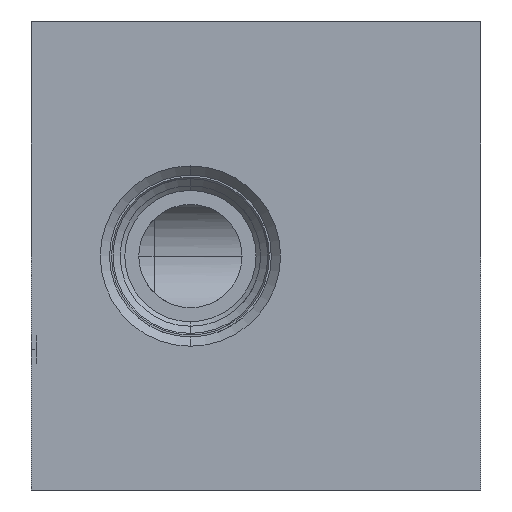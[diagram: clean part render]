
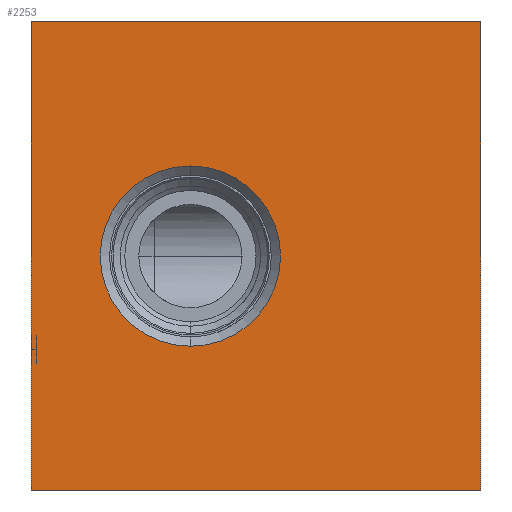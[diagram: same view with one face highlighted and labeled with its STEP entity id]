
A CAD part, left-side view. The second image highlights one B-rep face of the part: STEP entity #2253.
In plain terms, the highlighted planar face has unit normal (-1, 0, 0).
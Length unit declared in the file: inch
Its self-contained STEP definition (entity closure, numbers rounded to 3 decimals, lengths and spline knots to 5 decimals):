
#1=DIRECTION('',(0.,-1.,0.));
#2=VECTOR('',#1,3.);
#3=CARTESIAN_POINT('',(0.,0.,0.));
#4=LINE('',#3,#2);
#37=DIRECTION('',(0.,0.,1.));
#38=VECTOR('',#37,3.125);
#39=CARTESIAN_POINT('',(0.,0.,0.));
#40=LINE('',#39,#38);
#41=CARTESIAN_POINT('',(0.,-1.062,1.562));
#42=DIRECTION('',(1.,0.,0.));
#43=DIRECTION('',(0.,0.,-1.));
#44=AXIS2_PLACEMENT_3D('',#41,#42,#43);
#46=CARTESIAN_POINT('',(0.,-1.062,1.562));
#47=DIRECTION('',(1.,0.,0.));
#48=DIRECTION('',(0.,0.,1.));
#49=AXIS2_PLACEMENT_3D('',#46,#47,#48);
#89=DIRECTION('',(0.,0.,1.));
#90=VECTOR('',#89,3.125);
#91=CARTESIAN_POINT('',(0.,-3.,0.));
#92=LINE('',#91,#90);
#113=DIRECTION('',(0.,-1.,0.));
#114=VECTOR('',#113,3.);
#115=CARTESIAN_POINT('',(0.,0.,3.125));
#116=LINE('',#115,#114);
#1903=CARTESIAN_POINT('',(0.,0.,0.));
#1904=CARTESIAN_POINT('',(0.,-3.,0.));
#1905=VERTEX_POINT('',#1903);
#1906=VERTEX_POINT('',#1904);
#1911=CARTESIAN_POINT('',(0.,0.,3.125));
#1912=CARTESIAN_POINT('',(0.,-3.,3.125));
#1913=VERTEX_POINT('',#1911);
#1914=VERTEX_POINT('',#1912);
#2183=CARTESIAN_POINT('',(0.,-1.062,2.164));
#2184=VERTEX_POINT('',#2183);
#2185=CARTESIAN_POINT('',(0.,-1.062,0.96));
#2186=VERTEX_POINT('',#2185);
#2233=CARTESIAN_POINT('',(0.,0.,0.));
#2234=DIRECTION('',(-1.,0.,0.));
#2235=DIRECTION('',(0.,-1.,0.));
#2236=AXIS2_PLACEMENT_3D('',#2233,#2234,#2235);
#2237=PLANE('',#2236);
#2238=ORIENTED_EDGE('',*,*,#2210,.F.);
#2240=ORIENTED_EDGE('',*,*,#2239,.T.);
#2242=ORIENTED_EDGE('',*,*,#2241,.T.);
#2244=ORIENTED_EDGE('',*,*,#2243,.F.);
#2245=EDGE_LOOP('',(#2238,#2240,#2242,#2244));
#2246=FACE_OUTER_BOUND('',#2245,.F.);
#2248=ORIENTED_EDGE('',*,*,#2247,.F.);
#2250=ORIENTED_EDGE('',*,*,#2249,.F.);
#2251=EDGE_LOOP('',(#2248,#2250));
#2252=FACE_BOUND('',#2251,.F.);
#2253=ADVANCED_FACE('',(#2246,#2252),#2237,.T.);
#45=CIRCLE('',#44,0.602);
#50=CIRCLE('',#49,0.602);
#2210=EDGE_CURVE('',#1905,#1906,#4,.T.);
#2239=EDGE_CURVE('',#1905,#1913,#40,.T.);
#2241=EDGE_CURVE('',#1913,#1914,#116,.T.);
#2243=EDGE_CURVE('',#1906,#1914,#92,.T.);
#2247=EDGE_CURVE('',#2186,#2184,#45,.T.);
#2249=EDGE_CURVE('',#2184,#2186,#50,.T.);
